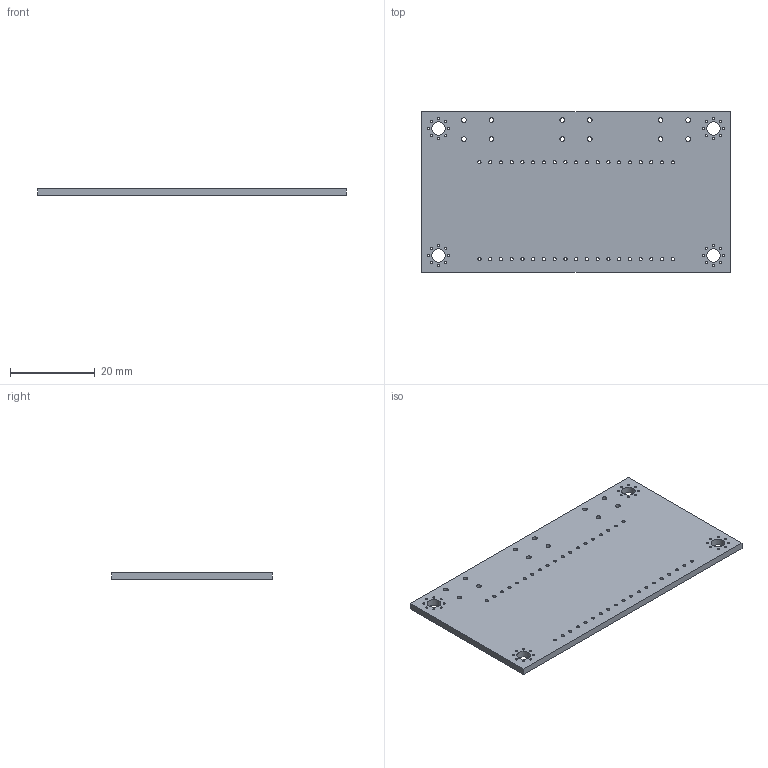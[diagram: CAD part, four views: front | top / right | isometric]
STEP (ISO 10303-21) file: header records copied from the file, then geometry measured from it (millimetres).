
FILE_DESCRIPTION(('KiCad electronic assembly'),'2;1');
FILE_NAME('desk-controller.step','2026-02-10T14:57:09',('Pcbnew'),( 'Kicad'),'Open CASCADE STEP processor 7.6','KiCad to STEP converter' ,'Unknown');
FILE_SCHEMA(('AUTOMOTIVE_DESIGN { 1 0 10303 214 1 1 1 1 }'));
Length unit declared in the file: millimetre
Products named in the file (2): desk-controller 1; desk-controller PCB
Assembly tree (1 placements, depth 2):
  desk-controller 1
    desk-controller PCB
Bounding box: 73 x 38 x 1.6 mm (x, y, z)
Volume: 4330.9 mm3; surface area: 6125.5 mm2
Topology: 1 solids, 1 shells, 92 faces, 270 edges, 180 vertices
Faces by surface type: cylinder 86, plane 6
Full cylindrical faces by diameter (mm): 0.5 x32, 0.762 x38, 1.1 x12, 3.2 x4
Entity records: 7583 total; most frequent: CARTESIAN_POINT 2116, DIRECTION 998, ORIENTED_EDGE 540, PCURVE 540, DEFINITIONAL_REPRESENTATION 540, LINE 466, VECTOR 466, EDGE_CURVE 270
